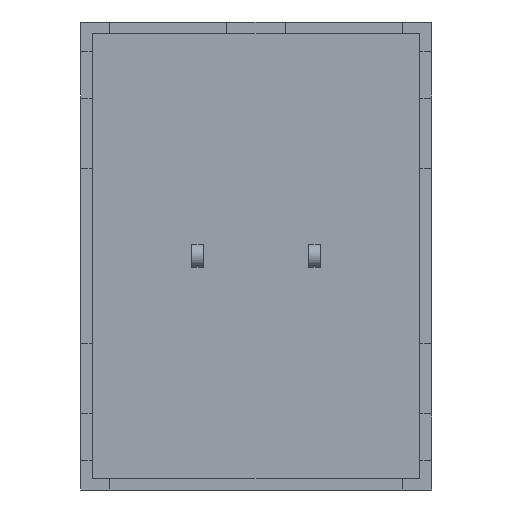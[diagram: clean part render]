
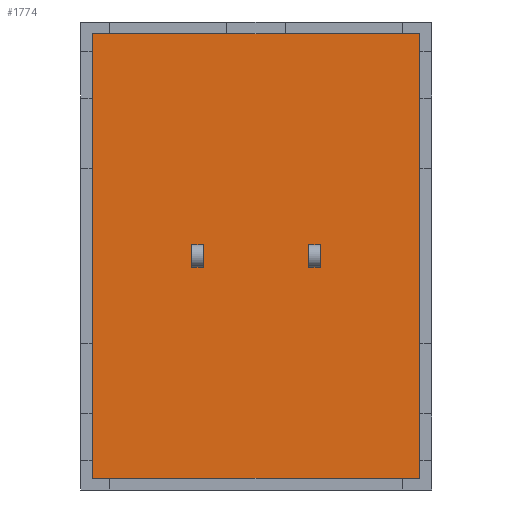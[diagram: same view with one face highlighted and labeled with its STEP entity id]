
A CAD part, front view. The second image highlights one B-rep face of the part: STEP entity #1774.
In plain terms, the highlighted planar face has unit normal (0, -1, 0).
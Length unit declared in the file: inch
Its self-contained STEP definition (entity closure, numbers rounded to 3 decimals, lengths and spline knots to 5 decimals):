
#97=FACE_OUTER_BOUND('',#193,.T.);
#193=EDGE_LOOP('',(#1200,#1201,#1202,#1203));
#310=LINE('',#2560,#536);
#316=LINE('',#2572,#542);
#317=LINE('',#2574,#543);
#318=LINE('',#2575,#544);
#536=VECTOR('',#2038,0.56);
#542=VECTOR('',#2046,0.76);
#543=VECTOR('',#2047,0.56);
#544=VECTOR('',#2048,0.76);
#762=VERTEX_POINT('',#2557);
#763=VERTEX_POINT('',#2559);
#768=VERTEX_POINT('',#2571);
#769=VERTEX_POINT('',#2573);
#934=EDGE_CURVE('',#762,#763,#310,.T.);
#940=EDGE_CURVE('',#768,#762,#316,.T.);
#941=EDGE_CURVE('',#769,#768,#317,.T.);
#942=EDGE_CURVE('',#763,#769,#318,.T.);
#1200=ORIENTED_EDGE('',*,*,#940,.F.);
#1201=ORIENTED_EDGE('',*,*,#941,.F.);
#1202=ORIENTED_EDGE('',*,*,#942,.F.);
#1203=ORIENTED_EDGE('',*,*,#934,.F.);
#1695=PLANE('',#1874);
#1774=ADVANCED_FACE('',(#97),#1695,.F.);
#1874=AXIS2_PLACEMENT_3D('',#2570,#2044,#2045);
#2038=DIRECTION('',(0.,0.,1.));
#2044=DIRECTION('center_axis',(0.,1.,0.));
#2045=DIRECTION('ref_axis',(0.,0.,1.));
#2046=DIRECTION('',(-1.,0.,0.));
#2047=DIRECTION('',(0.,0.,-1.));
#2048=DIRECTION('',(1.,0.,0.));
#2557=CARTESIAN_POINT('',(-0.38,0.016,-0.28));
#2559=CARTESIAN_POINT('',(-0.38,0.016,0.28));
#2560=CARTESIAN_POINT('',(-0.38,0.016,-0.28));
#2570=CARTESIAN_POINT('Origin',(0.,0.016,0.));
#2571=CARTESIAN_POINT('',(0.38,0.016,-0.28));
#2572=CARTESIAN_POINT('',(0.38,0.016,-0.28));
#2573=CARTESIAN_POINT('',(0.38,0.016,0.28));
#2574=CARTESIAN_POINT('',(0.38,0.016,0.28));
#2575=CARTESIAN_POINT('',(-0.38,0.016,0.28));
